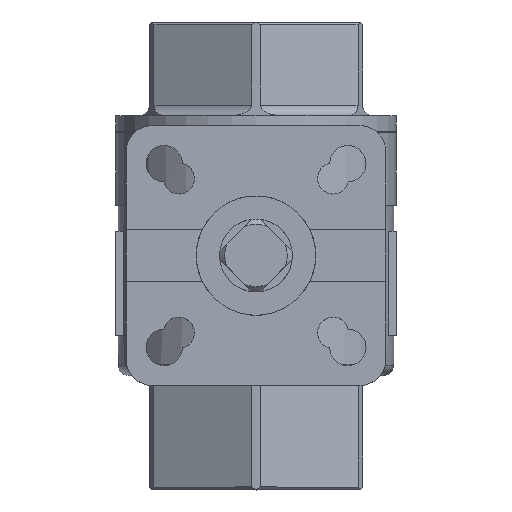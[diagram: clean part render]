
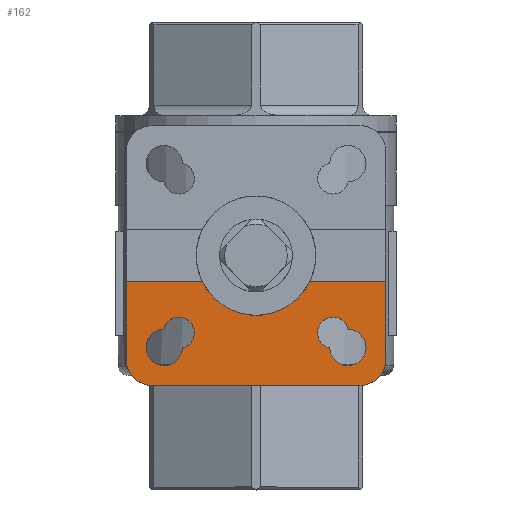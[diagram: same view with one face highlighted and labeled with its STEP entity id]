
A CAD part, top view. The second image highlights one B-rep face of the part: STEP entity #162.
In plain terms, the highlighted planar face has unit normal (0, 0, 1).
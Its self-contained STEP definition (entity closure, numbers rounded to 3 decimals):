
#162 = ADVANCED_FACE( '', ( #437, #438, #439 ), #440, .F. );
#437 = FACE_BOUND( '', #858, .T. );
#438 = FACE_BOUND( '', #859, .T. );
#439 = FACE_OUTER_BOUND( '', #860, .T. );
#440 = PLANE( '', #861 );
#858 = EDGE_LOOP( '', ( #2406, #2407 ) );
#859 = EDGE_LOOP( '', ( #2408, #2409 ) );
#860 = EDGE_LOOP( '', ( #2410, #2411, #2412, #2413, #2414, #2415, #2416, #2417 ) );
#861 = AXIS2_PLACEMENT_3D( '', #2418, #2419, #2420 );
#2406 = ORIENTED_EDGE( '', *, *, #3517, .T. );
#2407 = ORIENTED_EDGE( '', *, *, #3518, .T. );
#2408 = ORIENTED_EDGE( '', *, *, #3519, .T. );
#2409 = ORIENTED_EDGE( '', *, *, #3520, .T. );
#2410 = ORIENTED_EDGE( '', *, *, #3521, .T. );
#2411 = ORIENTED_EDGE( '', *, *, #3522, .T. );
#2412 = ORIENTED_EDGE( '', *, *, #3523, .F. );
#2413 = ORIENTED_EDGE( '', *, *, #3499, .T. );
#2414 = ORIENTED_EDGE( '', *, *, #3524, .F. );
#2415 = ORIENTED_EDGE( '', *, *, #3525, .T. );
#2416 = ORIENTED_EDGE( '', *, *, #3526, .F. );
#2417 = ORIENTED_EDGE( '', *, *, #3527, .T. );
#2418 = CARTESIAN_POINT( '', ( -25., 20., 52. ) );
#2419 = DIRECTION( '', ( 0., 0., -1. ) );
#2420 = DIRECTION( '', ( -1., 0., 0. ) );
#3499 = EDGE_CURVE( '', #3953, #3954, #3955, .F. );
#3517 = EDGE_CURVE( '', #3986, #3987, #3988, .T. );
#3518 = EDGE_CURVE( '', #3987, #3986, #3989, .T. );
#3519 = EDGE_CURVE( '', #3990, #3991, #3992, .T. );
#3520 = EDGE_CURVE( '', #3991, #3990, #3993, .T. );
#3521 = EDGE_CURVE( '', #3994, #3995, #3996, .T. );
#3522 = EDGE_CURVE( '', #3995, #3997, #3998, .T. );
#3523 = EDGE_CURVE( '', #3953, #3997, #3999, .T. );
#3524 = EDGE_CURVE( '', #4000, #3954, #4001, .T. );
#3525 = EDGE_CURVE( '', #4000, #4002, #4003, .F. );
#3526 = EDGE_CURVE( '', #4004, #4002, #4005, .T. );
#3527 = EDGE_CURVE( '', #4004, #3994, #4006, .T. );
#3953 = VERTEX_POINT( '', #4621 );
#3954 = VERTEX_POINT( '', #4622 );
#3955 = CIRCLE( '', #4623, 5. );
#3986 = VERTEX_POINT( '', #4664 );
#3987 = VERTEX_POINT( '', #4665 );
#3988 = CIRCLE( '', #4666, 3.5 );
#3989 = CIRCLE( '', #4667, 3. );
#3990 = VERTEX_POINT( '', #4668 );
#3991 = VERTEX_POINT( '', #4669 );
#3992 = CIRCLE( '', #4670, 3. );
#3993 = CIRCLE( '', #4671, 3.5 );
#3994 = VERTEX_POINT( '', #4672 );
#3995 = VERTEX_POINT( '', #4673 );
#3996 = CIRCLE( '', #4674, 11.5 );
#3997 = VERTEX_POINT( '', #4675 );
#3998 = LINE( '', #4676, #4677 );
#3999 = LINE( '', #4678, #4679 );
#4000 = VERTEX_POINT( '', #4680 );
#4001 = LINE( '', #4681, #4682 );
#4002 = VERTEX_POINT( '', #4683 );
#4003 = CIRCLE( '', #4684, 5. );
#4004 = VERTEX_POINT( '', #4685 );
#4005 = LINE( '', #4686, #4687 );
#4006 = LINE( '', #4688, #4689 );
#4621 = CARTESIAN_POINT( '', ( -25., 25., 52. ) );
#4622 = CARTESIAN_POINT( '', ( -20., 20., 52. ) );
#4623 = AXIS2_PLACEMENT_3D( '', #6013, #6014, #6015 );
#4664 = CARTESIAN_POINT( '', ( 17.775, 30.819, 52. ) );
#4665 = CARTESIAN_POINT( '', ( 14.181, 27.225, 52. ) );
#4666 = AXIS2_PLACEMENT_3D( '', #6038, #6039, #6040 );
#4667 = AXIS2_PLACEMENT_3D( '', #6041, #6042, #6043 );
#4668 = CARTESIAN_POINT( '', ( -17.775, 30.818, 52. ) );
#4669 = CARTESIAN_POINT( '', ( -14.171, 27.228, 52. ) );
#4670 = AXIS2_PLACEMENT_3D( '', #6044, #6045, #6046 );
#4671 = AXIS2_PLACEMENT_3D( '', #6047, #6048, #6049 );
#4672 = CARTESIAN_POINT( '', ( 10.356, 40., 52. ) );
#4673 = CARTESIAN_POINT( '', ( -10.356, 40., 52. ) );
#4674 = AXIS2_PLACEMENT_3D( '', #6050, #6051, #6052 );
#4675 = CARTESIAN_POINT( '', ( -25., 40., 52. ) );
#4676 = CARTESIAN_POINT( '', ( -10., 40., 52. ) );
#4677 = VECTOR( '', #6053, 1000. );
#4678 = CARTESIAN_POINT( '', ( -25., 20., 52. ) );
#4679 = VECTOR( '', #6054, 1000. );
#4680 = CARTESIAN_POINT( '', ( 20., 20., 52. ) );
#4681 = CARTESIAN_POINT( '', ( 25., 20., 52. ) );
#4682 = VECTOR( '', #6055, 1000. );
#4683 = CARTESIAN_POINT( '', ( 25., 25., 52. ) );
#4684 = AXIS2_PLACEMENT_3D( '', #6056, #6057, #6058 );
#4685 = CARTESIAN_POINT( '', ( 25., 40., 52. ) );
#4686 = CARTESIAN_POINT( '', ( 25., 70., 52. ) );
#4687 = VECTOR( '', #6059, 1000. );
#4688 = CARTESIAN_POINT( '', ( 25., 40., 52. ) );
#4689 = VECTOR( '', #6060, 1000. );
#6013 = CARTESIAN_POINT( '', ( -20., 25., 52. ) );
#6014 = DIRECTION( '', ( 0., 0., -1. ) );
#6015 = DIRECTION( '', ( -1., 0., 0. ) );
#6038 = CARTESIAN_POINT( '', ( 17.68, 27.32, 52. ) );
#6039 = DIRECTION( '', ( 0., 0., -1. ) );
#6040 = DIRECTION( '', ( -1., 0., 0. ) );
#6041 = CARTESIAN_POINT( '', ( 14.85, 30.15, 52. ) );
#6042 = DIRECTION( '', ( 0., 0., -1. ) );
#6043 = DIRECTION( '', ( -1., 0., 0. ) );
#6044 = CARTESIAN_POINT( '', ( -14.85, 30.15, 52. ) );
#6045 = DIRECTION( '', ( 0., 0., -1. ) );
#6046 = DIRECTION( '', ( -1., 0., 0. ) );
#6047 = CARTESIAN_POINT( '', ( -17.67, 27.32, 52. ) );
#6048 = DIRECTION( '', ( 0., 0., -1. ) );
#6049 = DIRECTION( '', ( -1., 0., 0. ) );
#6050 = CARTESIAN_POINT( '', ( 0., 45., 52. ) );
#6051 = DIRECTION( '', ( 0., 0., -1. ) );
#6052 = DIRECTION( '', ( 1., 0., 0. ) );
#6053 = DIRECTION( '', ( -1., 0., 0. ) );
#6054 = DIRECTION( '', ( 0., 1., 0. ) );
#6055 = DIRECTION( '', ( -1., 0., 0. ) );
#6056 = CARTESIAN_POINT( '', ( 20., 25., 52. ) );
#6057 = DIRECTION( '', ( 0., 0., -1. ) );
#6058 = DIRECTION( '', ( -1., 0., 0. ) );
#6059 = DIRECTION( '', ( 0., -1., 0. ) );
#6060 = DIRECTION( '', ( -1., 0., 0. ) );
